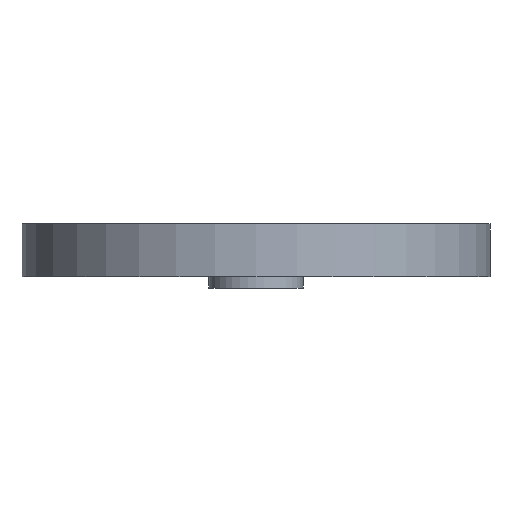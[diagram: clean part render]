
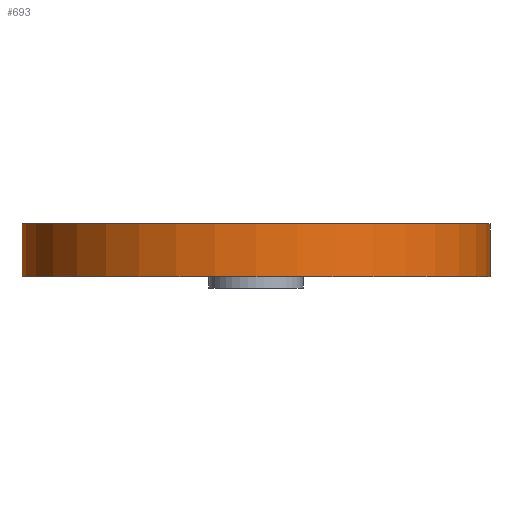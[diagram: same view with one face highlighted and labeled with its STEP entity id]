
A CAD part, front view. The second image highlights one B-rep face of the part: STEP entity #693.
In plain terms, the highlighted cylindrical face has radius 31.496 mm (diameter 62.992 mm), a partial arc.
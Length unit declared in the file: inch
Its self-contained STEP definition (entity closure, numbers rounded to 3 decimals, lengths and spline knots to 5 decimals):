
#4 = DIRECTION ( 'NONE',  ( 1., 0., 0. ) ) ;
#21 = CARTESIAN_POINT ( 'NONE',  ( 1.24, 0., -0.14 ) ) ;
#49 = DIRECTION ( 'NONE',  ( 0., 0., 1. ) ) ;
#85 = DIRECTION ( 'NONE',  ( 0., 0., -1. ) ) ;
#192 = CARTESIAN_POINT ( 'NONE',  ( 1.24, 0., 0.14 ) ) ;
#311 = CARTESIAN_POINT ( 'NONE',  ( 0., 0., -0.14 ) ) ;
#312 = CARTESIAN_POINT ( 'NONE',  ( -1.24, 0., 0.14 ) ) ;
#317 = CARTESIAN_POINT ( 'NONE',  ( 0., 0., 0.14 ) ) ;
#323 = DIRECTION ( 'NONE',  ( 0., 0., -1. ) ) ;
#338 = DIRECTION ( 'NONE',  ( 0., 0., -1. ) ) ;
#357 = DIRECTION ( 'NONE',  ( 1., 0., 0. ) ) ;
#390 = CARTESIAN_POINT ( 'NONE',  ( 1.24, 0., 0.14 ) ) ;
#406 = CARTESIAN_POINT ( 'NONE',  ( -1.24, 0., 0.14 ) ) ;
#407 = DIRECTION ( 'NONE',  ( -1., 0., 0. ) ) ;
#425 = CARTESIAN_POINT ( 'NONE',  ( 0., 0., 0.14 ) ) ;
#472 = CARTESIAN_POINT ( 'NONE',  ( -1.24, 0., -0.14 ) ) ;
#474 = DIRECTION ( 'NONE',  ( 0., 0., 1. ) ) ;
#530 = AXIS2_PLACEMENT_3D ( 'NONE', #311, #474, #357 ) ;
#594 = AXIS2_PLACEMENT_3D ( 'NONE', #317, #85, #407 ) ;
#632 = AXIS2_PLACEMENT_3D ( 'NONE', #425, #49, #4 ) ;
#693 = ADVANCED_FACE ( 'NONE', ( #1218 ), #1099, .T. ) ;
#760 = EDGE_CURVE ( 'NONE', #919, #955, #999, .T. ) ;
#762 = EDGE_CURVE ( 'NONE', #915, #907, #1083, .T. ) ;
#775 = EDGE_CURVE ( 'NONE', #907, #955, #899, .T. ) ;
#789 = EDGE_CURVE ( 'NONE', #915, #919, #1287, .T. ) ;
#899 = CIRCLE ( 'NONE', #530, 1.24 ) ;
#907 = VERTEX_POINT ( 'NONE', #472 ) ;
#915 = VERTEX_POINT ( 'NONE', #312 ) ;
#919 = VERTEX_POINT ( 'NONE', #390 ) ;
#955 = VERTEX_POINT ( 'NONE', #21 ) ;
#980 = ORIENTED_EDGE ( 'NONE', *, *, #789, .F. ) ;
#999 = LINE ( 'NONE', #192, #1427 ) ;
#1018 = EDGE_LOOP ( 'NONE', ( #1036, #980, #1415, #1480 ) ) ;
#1036 = ORIENTED_EDGE ( 'NONE', *, *, #760, .F. ) ;
#1083 = LINE ( 'NONE', #406, #1330 ) ;
#1099 = CYLINDRICAL_SURFACE ( 'NONE', #594, 1.24 ) ;
#1218 = FACE_OUTER_BOUND ( 'NONE', #1018, .T. ) ;
#1287 = CIRCLE ( 'NONE', #632, 1.24 ) ;
#1330 = VECTOR ( 'NONE', #323, 39.37008 ) ;
#1415 = ORIENTED_EDGE ( 'NONE', *, *, #762, .T. ) ;
#1427 = VECTOR ( 'NONE', #338, 39.37008 ) ;
#1480 = ORIENTED_EDGE ( 'NONE', *, *, #775, .T. ) ;
